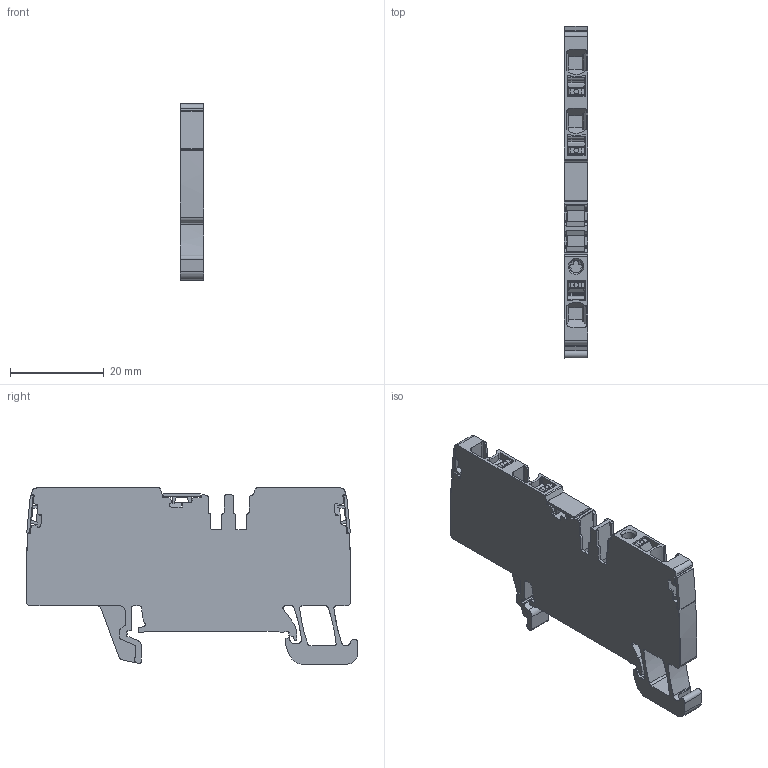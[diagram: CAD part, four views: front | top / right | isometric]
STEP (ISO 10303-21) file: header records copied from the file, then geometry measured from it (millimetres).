
FILE_DESCRIPTION(('CATIA V5 STEP Exchange','CAx-IF Rec.Pracs.--- Model Styling and Organization---1.4--- 2014-01-23'),'2;1');
FILE_NAME ('1415699-1_0', '2021-12-02T11:57:17+00:00', ('none'), ('Weidmueller'), 'CATIA Version 5-6 Release 2016 SP3 HF44', 'CATIA V5 STEP AP214', 'none');
FILE_SCHEMA(('AUTOMOTIVE_DESIGN { 1 0 10303 214 1 1 1 1 }'));
Length unit declared in the file: millimetre
Products named in the file (1): 2863000000
Bounding box: 5.1 x 70.99 x 37.65 mm (x, y, z)
Volume: 8842 mm3; surface area: 7508.7 mm2
Topology: 7 solids, 7 shells, 1032 faces, 2880 edges, 1873 vertices
Faces by surface type: plane 447, cylinder 398, extrusion 124, bspline 30, torus 27, cone 4, sphere 2
Entity records: 35232 total; most frequent: CARTESIAN_POINT 10167, ORIENTED_EDGE 5756, DIRECTION 4066, EDGE_CURVE 2878, VECTOR 1950, VERTEX_POINT 1873, LINE 1826, AXIS2_PLACEMENT_3D 1332
